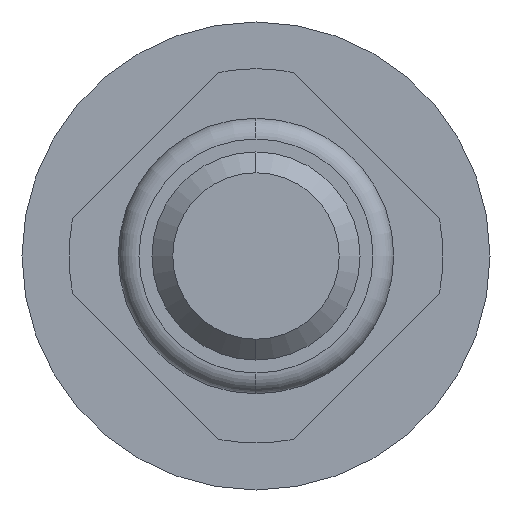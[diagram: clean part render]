
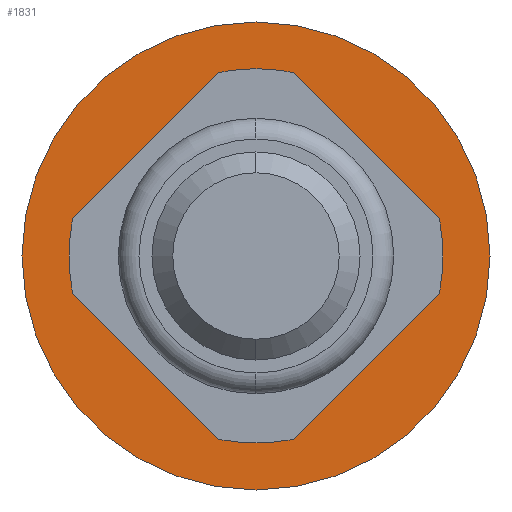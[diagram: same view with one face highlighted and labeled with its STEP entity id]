
A CAD part, front view. The second image highlights one B-rep face of the part: STEP entity #1831.
In plain terms, the highlighted planar face has unit normal (0, -1, 0).
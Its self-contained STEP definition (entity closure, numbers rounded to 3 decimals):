
#9 = EDGE_CURVE ( 'Defeature ausgef�hrt2_24+Defeature ausgef�hrt2_23+Defeature ausgef�hrt2_23+Defeature ausgef�hrt2_23', #1135, #3319, #2411, .T. ) ;
#12 = CARTESIAN_POINT ( 'NONE',  ( 0., 5.3, 0. ) ) ;
#38 = DIRECTION ( 'NONE',  ( 0., 0., -1. ) ) ;
#122 = CARTESIAN_POINT ( 'NONE',  ( 0., 5.3, -2.25 ) ) ;
#149 = CARTESIAN_POINT ( 'NONE',  ( 0., 5.3, -0.9 ) ) ;
#153 = DIRECTION ( 'NONE',  ( 0., 0., -1. ) ) ;
#164 = EDGE_CURVE ( 'Defeature ausgef�hrt2_24+Defeature ausgef�hrt2_23+Defeature ausgef�hrt2_23+Defeature ausgef�hrt2_23', #3319, #1135, #3672, .T. ) ;
#392 = ORIENTED_EDGE ( 'NONE', *, *, #9, .T. ) ;
#452 = DIRECTION ( 'NONE',  ( 0., -1., 0. ) ) ;
#466 = DIRECTION ( 'NONE',  ( 0., -1., 0. ) ) ;
#592 = VERTEX_POINT ( 'NONE', #1386 ) ;
#758 = AXIS2_PLACEMENT_3D ( 'NONE', #770, #452, #2781 ) ;
#770 = CARTESIAN_POINT ( 'NONE',  ( 0., 5.3, 0. ) ) ;
#784 = DIRECTION ( 'NONE',  ( 0., 0., -1. ) ) ;
#1051 = EDGE_LOOP ( 'NONE', ( #392, #2561 ) ) ;
#1135 = VERTEX_POINT ( 'NONE', #122 ) ;
#1140 = DIRECTION ( 'NONE',  ( 0., -1., 0. ) ) ;
#1151 = DIRECTION ( 'NONE',  ( 0., 0., -1. ) ) ;
#1171 = FACE_BOUND ( 'NONE', #1362, .T. ) ;
#1362 = EDGE_LOOP ( 'NONE', ( #2219, #3737 ) ) ;
#1386 = CARTESIAN_POINT ( 'NONE',  ( 0., 5.3, 0.9 ) ) ;
#1478 = CIRCLE ( 'NONE', #2538, 0.9 ) ;
#1752 = AXIS2_PLACEMENT_3D ( 'NONE', #2200, #3382, #784 ) ;
#1783 = CARTESIAN_POINT ( 'NONE',  ( 2.25, 5.3, 0. ) ) ;
#1831 = ADVANCED_FACE ( 'Defeature ausgef�hrt2_24', ( #2195, #1171 ), #2921, .T. ) ;
#1873 = CARTESIAN_POINT ( 'NONE',  ( 0., 5.3, 0. ) ) ;
#2053 = EDGE_CURVE ( 'Defeature ausgef�hrt2_19+Defeature ausgef�hrt2_24+Defeature ausgef�hrt2_24+Defeature ausgef�hrt2_24', #2509, #592, #3063, .T. ) ;
#2195 = FACE_OUTER_BOUND ( 'NONE', #1051, .T. ) ;
#2200 = CARTESIAN_POINT ( 'NONE',  ( 0., 5.3, 0. ) ) ;
#2219 = ORIENTED_EDGE ( 'NONE', *, *, #2053, .F. ) ;
#2411 = CIRCLE ( 'NONE', #2600, 2.25 ) ;
#2490 = CARTESIAN_POINT ( 'NONE',  ( 0., 5.3, 2.25 ) ) ;
#2509 = VERTEX_POINT ( 'NONE', #149 ) ;
#2538 = AXIS2_PLACEMENT_3D ( 'NONE', #12, #1140, #1151 ) ;
#2561 = ORIENTED_EDGE ( 'NONE', *, *, #164, .T. ) ;
#2600 = AXIS2_PLACEMENT_3D ( 'NONE', #1873, #466, #153 ) ;
#2781 = DIRECTION ( 'NONE',  ( 0., 0., -1. ) ) ;
#2921 = PLANE ( 'NONE',  #3079 ) ;
#2941 = DIRECTION ( 'NONE',  ( 0., -1., 0. ) ) ;
#3063 = CIRCLE ( 'NONE', #758, 0.9 ) ;
#3079 = AXIS2_PLACEMENT_3D ( 'NONE', #1783, #2941, #38 ) ;
#3319 = VERTEX_POINT ( 'NONE', #2490 ) ;
#3382 = DIRECTION ( 'NONE',  ( 0., -1., 0. ) ) ;
#3530 = EDGE_CURVE ( 'Defeature ausgef�hrt2_19+Defeature ausgef�hrt2_24+Defeature ausgef�hrt2_24+Defeature ausgef�hrt2_24', #592, #2509, #1478, .T. ) ;
#3672 = CIRCLE ( 'NONE', #1752, 2.25 ) ;
#3737 = ORIENTED_EDGE ( 'NONE', *, *, #3530, .F. ) ;
